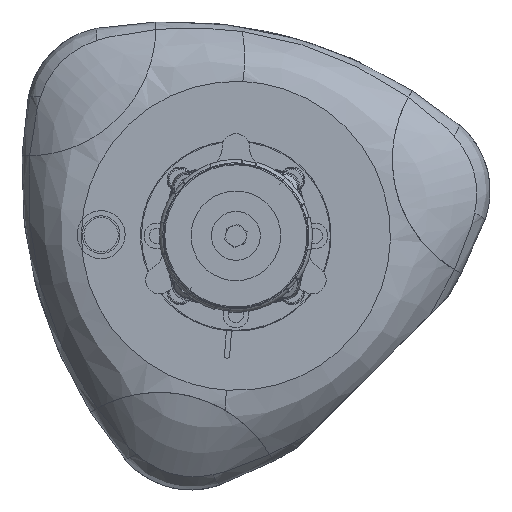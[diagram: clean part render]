
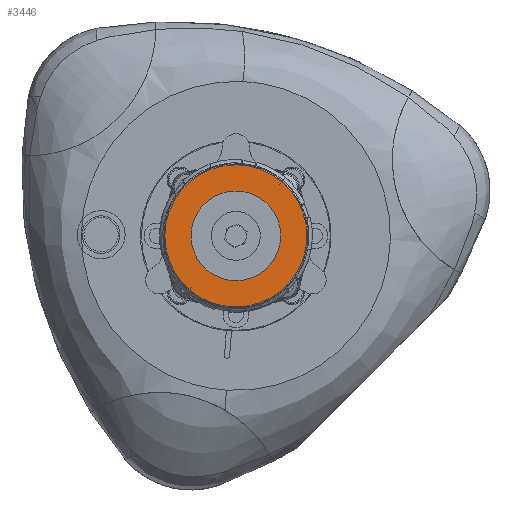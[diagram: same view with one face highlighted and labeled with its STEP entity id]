
A CAD part, front view. The second image highlights one B-rep face of the part: STEP entity #3446.
In plain terms, the highlighted planar face has unit normal (0, -1, 0).
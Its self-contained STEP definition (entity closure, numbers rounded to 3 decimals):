
#3446=ADVANCED_FACE('',(#11050,#11051),#11052,.F.);
#11050=FACE_OUTER_BOUND('',#50287,.T.);
#11051=FACE_BOUND('',#50288,.T.);
#11052=PLANE('',#50289);
#50287=EDGE_LOOP('',(#88585,#88586));
#50288=EDGE_LOOP('',(#88587,#88588));
#50289=AXIS2_PLACEMENT_3D('',#88589,#88590,#88591);
#88585=ORIENTED_EDGE('',*,*,#105808,.F.);
#88586=ORIENTED_EDGE('',*,*,#105942,.F.);
#88587=ORIENTED_EDGE('',*,*,#105943,.F.);
#88588=ORIENTED_EDGE('',*,*,#105741,.F.);
#88589=CARTESIAN_POINT('',(-16.36,-185.967,76.903));
#88590=DIRECTION('',(0.,1.0,0.));
#88591=DIRECTION('',(0.0,0.,-1.0));
#105741=EDGE_CURVE('',#121032,#121034,#121035,.T.);
#105808=EDGE_CURVE('',#121144,#121145,#121146,.T.);
#105942=EDGE_CURVE('',#121145,#121144,#121354,.T.);
#105943=EDGE_CURVE('',#121034,#121032,#121355,.T.);
#121032=VERTEX_POINT('',#158365);
#121034=VERTEX_POINT('',#158368);
#121035=CIRCLE('',#158369,13.05);
#121144=VERTEX_POINT('',#158533);
#121145=VERTEX_POINT('',#158534);
#121146=CIRCLE('',#158535,20.699);
#121354=CIRCLE('',#158975,20.699);
#121355=CIRCLE('',#158976,13.05);
#158365=CARTESIAN_POINT('',(7.864,-185.967,73.445));
#158368=CARTESIAN_POINT('',(-9.036,-185.967,53.555));
#158369=AXIS2_PLACEMENT_3D('',#184580,#184581,#184582);
#158533=CARTESIAN_POINT('',(12.817,-185.967,79.274));
#158534=CARTESIAN_POINT('',(-13.988,-185.967,47.726));
#158535=AXIS2_PLACEMENT_3D('',#184707,#184708,#184709);
#158975=AXIS2_PLACEMENT_3D('',#184909,#184910,#184911);
#158976=AXIS2_PLACEMENT_3D('',#184912,#184913,#184914);
#184580=CARTESIAN_POINT('',(-0.586,-185.967,63.5));
#184581=DIRECTION('',(0.,-1.0,0.));
#184582=DIRECTION('',(-0.648,0.,-0.762));
#184707=CARTESIAN_POINT('',(-0.586,-185.967,63.5));
#184708=DIRECTION('',(0.,1.0,0.));
#184709=DIRECTION('',(0.648,0.,0.762));
#184909=CARTESIAN_POINT('',(-0.586,-185.967,63.5));
#184910=DIRECTION('',(0.,1.0,0.));
#184911=DIRECTION('',(0.648,0.,0.762));
#184912=CARTESIAN_POINT('',(-0.586,-185.967,63.5));
#184913=DIRECTION('',(0.,-1.0,0.));
#184914=DIRECTION('',(-0.648,0.,-0.762));
